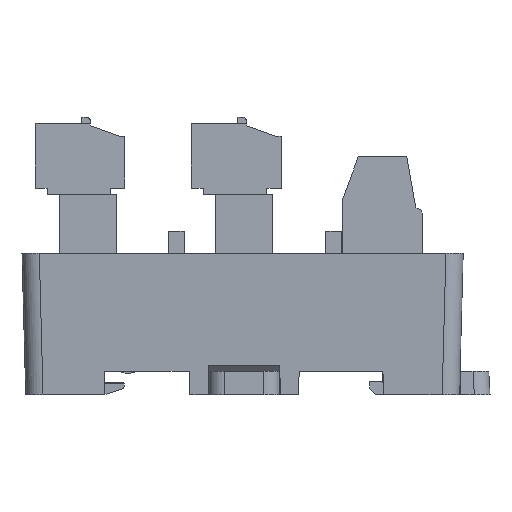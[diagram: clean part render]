
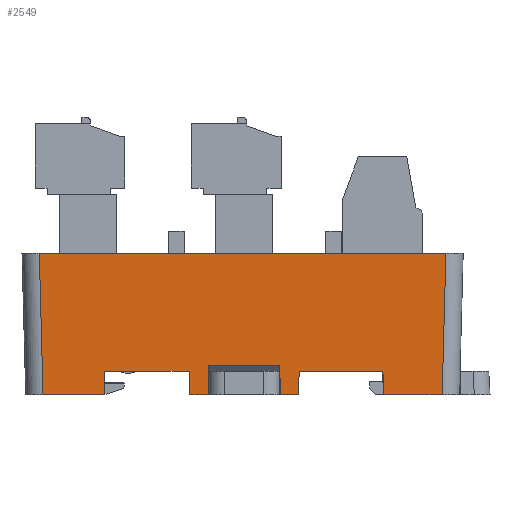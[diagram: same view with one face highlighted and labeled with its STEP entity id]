
A CAD part, left-side view. The second image highlights one B-rep face of the part: STEP entity #2549.
In plain terms, the highlighted planar face has unit normal (-1, 0, -0.026).
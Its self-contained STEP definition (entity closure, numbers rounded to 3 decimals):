
#1449=FACE_OUTER_BOUND('',#5285,.T.);
#2549=ADVANCED_FACE('',(#1449),#3697,.T.);
#3697=PLANE('',#22266);
#5285=EDGE_LOOP('',(#7216,#7217,#7218,#7219,#7220,#7221,#7222,#7223,#7224,
#7225,#7226,#7227,#7228,#7229,#7230,#7231));
#7216=ORIENTED_EDGE('',*,*,#14782,.T.);
#7217=ORIENTED_EDGE('',*,*,#14840,.T.);
#7218=ORIENTED_EDGE('',*,*,#14809,.T.);
#7219=ORIENTED_EDGE('',*,*,#14833,.F.);
#7220=ORIENTED_EDGE('',*,*,#14586,.T.);
#7221=ORIENTED_EDGE('',*,*,#14841,.F.);
#7222=ORIENTED_EDGE('',*,*,#14842,.F.);
#7223=ORIENTED_EDGE('',*,*,#14843,.T.);
#7224=ORIENTED_EDGE('',*,*,#14844,.F.);
#7225=ORIENTED_EDGE('',*,*,#14845,.T.);
#7226=ORIENTED_EDGE('',*,*,#14846,.F.);
#7227=ORIENTED_EDGE('',*,*,#14847,.T.);
#7228=ORIENTED_EDGE('',*,*,#14572,.T.);
#7229=ORIENTED_EDGE('',*,*,#14772,.T.);
#7230=ORIENTED_EDGE('',*,*,#14764,.T.);
#7231=ORIENTED_EDGE('',*,*,#14848,.T.);
#12650=VERTEX_POINT('',#29726);
#12651=VERTEX_POINT('',#29728);
#12664=VERTEX_POINT('',#29754);
#12665=VERTEX_POINT('',#29756);
#12807=VERTEX_POINT('',#30111);
#12808=VERTEX_POINT('',#30113);
#12818=VERTEX_POINT('',#30147);
#12819=VERTEX_POINT('',#30149);
#12837=VERTEX_POINT('',#30196);
#12838=VERTEX_POINT('',#30198);
#12852=VERTEX_POINT('',#30261);
#12853=VERTEX_POINT('',#30263);
#12854=VERTEX_POINT('',#30265);
#12855=VERTEX_POINT('',#30267);
#12856=VERTEX_POINT('',#30269);
#12857=VERTEX_POINT('',#30271);
#14572=EDGE_CURVE('',#12651,#12650,#17433,.T.);
#14586=EDGE_CURVE('',#12665,#12664,#17445,.T.);
#14764=EDGE_CURVE('',#12808,#12807,#17616,.T.);
#14772=EDGE_CURVE('',#12650,#12808,#17624,.T.);
#14782=EDGE_CURVE('',#12819,#12818,#17632,.T.);
#14809=EDGE_CURVE('',#12838,#12837,#17655,.T.);
#14833=EDGE_CURVE('',#12665,#12837,#17676,.T.);
#14840=EDGE_CURVE('',#12818,#12838,#17683,.T.);
#14841=EDGE_CURVE('',#12852,#12664,#17684,.T.);
#14842=EDGE_CURVE('',#12853,#12852,#17685,.T.);
#14843=EDGE_CURVE('',#12853,#12854,#17686,.T.);
#14844=EDGE_CURVE('',#12855,#12854,#17687,.T.);
#14845=EDGE_CURVE('',#12855,#12856,#17688,.T.);
#14846=EDGE_CURVE('',#12857,#12856,#17689,.T.);
#14847=EDGE_CURVE('',#12857,#12651,#17690,.T.);
#14848=EDGE_CURVE('',#12807,#12819,#17691,.T.);
#17433=LINE('',#29727,#19857);
#17445=LINE('',#29755,#19869);
#17616=LINE('',#30112,#20040);
#17624=LINE('',#30127,#20048);
#17632=LINE('',#30148,#20056);
#17655=LINE('',#30197,#20079);
#17676=LINE('',#30248,#20100);
#17683=LINE('',#30259,#20107);
#17684=LINE('',#30260,#20108);
#17685=LINE('',#30262,#20109);
#17686=LINE('',#30264,#20110);
#17687=LINE('',#30266,#20111);
#17688=LINE('',#30268,#20112);
#17689=LINE('',#30270,#20113);
#17690=LINE('',#30272,#20114);
#17691=LINE('',#30273,#20115);
#19857=VECTOR('',#23832,1.);
#19869=VECTOR('',#23848,1.);
#20040=VECTOR('',#24105,1.);
#20048=VECTOR('',#24117,1.);
#20056=VECTOR('',#24139,1.);
#20079=VECTOR('',#24176,1.);
#20100=VECTOR('',#24229,1.);
#20107=VECTOR('',#24244,1.);
#20108=VECTOR('',#24245,1.);
#20109=VECTOR('',#24246,1.);
#20110=VECTOR('',#24247,1.);
#20111=VECTOR('',#24248,1.);
#20112=VECTOR('',#24249,1.);
#20113=VECTOR('',#24250,1.);
#20114=VECTOR('',#24251,1.);
#20115=VECTOR('',#24252,1.);
#22266=AXIS2_PLACEMENT_3D('',#30274,#24253,#24254);
#23832=DIRECTION('',(0.,-1.,0.));
#23848=DIRECTION('',(0.,-1.,0.));
#24105=DIRECTION('',(0.,-1.,0.));
#24117=DIRECTION('',(0.026,-0.017,-1.));
#24139=DIRECTION('',(0.,1.,0.));
#24176=DIRECTION('',(0.,-1.,0.));
#24229=DIRECTION('',(0.026,0.017,-1.));
#24244=DIRECTION('',(0.026,-0.026,-0.999));
#24245=DIRECTION('',(-0.026,0.035,0.999));
#24246=DIRECTION('',(0.,1.,0.));
#24247=DIRECTION('',(-0.026,-0.009,1.));
#24248=DIRECTION('',(0.,1.,0.));
#24249=DIRECTION('',(0.026,-0.009,-1.));
#24250=DIRECTION('',(0.,1.,0.));
#24251=DIRECTION('',(-0.026,-0.035,0.999));
#24252=DIRECTION('',(-0.026,-0.026,0.999));
#24253=DIRECTION('',(-1.,0.,-0.026));
#24254=DIRECTION('',(0.026,0.,-1.));
#29726=CARTESIAN_POINT('',(-28.557,10.2,-15.));
#29727=CARTESIAN_POINT('',(-28.557,27.85,-15.));
#29728=CARTESIAN_POINT('',(-28.557,20.85,-15.));
#29754=CARTESIAN_POINT('',(-28.557,34.85,-15.));
#29755=CARTESIAN_POINT('',(-28.557,27.85,-15.));
#29756=CARTESIAN_POINT('',(-28.557,45.6,-15.));
#30111=CARTESIAN_POINT('',(-28.479,2.671,-18.));
#30112=CARTESIAN_POINT('',(-28.479,27.85,-18.));
#30113=CARTESIAN_POINT('',(-28.479,10.148,-18.));
#30127=CARTESIAN_POINT('',(-28.958,10.467,0.309));
#30147=CARTESIAN_POINT('',(-28.95,53.901,0.));
#30148=CARTESIAN_POINT('',(-28.95,28.35,0.));
#30149=CARTESIAN_POINT('',(-28.95,2.199,0.));
#30196=CARTESIAN_POINT('',(-28.479,45.652,-18.));
#30197=CARTESIAN_POINT('',(-28.479,28.35,-18.));
#30198=CARTESIAN_POINT('',(-28.479,53.429,-18.));
#30248=CARTESIAN_POINT('',(-28.526,45.621,-16.204));
#30259=CARTESIAN_POINT('',(-28.933,53.884,-0.66));
#30260=CARTESIAN_POINT('',(-28.526,34.808,-16.202));
#30261=CARTESIAN_POINT('',(-28.479,34.745,-18.));
#30262=CARTESIAN_POINT('',(-28.479,27.85,-18.));
#30263=CARTESIAN_POINT('',(-28.479,32.426,-18.));
#30264=CARTESIAN_POINT('',(-28.526,32.411,-16.204));
#30265=CARTESIAN_POINT('',(-28.576,32.394,-14.274));
#30266=CARTESIAN_POINT('',(-28.576,237.295,-14.274));
#30267=CARTESIAN_POINT('',(-28.576,23.306,-14.274));
#30268=CARTESIAN_POINT('',(-28.526,23.29,-16.204));
#30269=CARTESIAN_POINT('',(-28.479,23.274,-18.));
#30270=CARTESIAN_POINT('',(-28.479,27.85,-18.));
#30271=CARTESIAN_POINT('',(-28.479,20.955,-18.));
#30272=CARTESIAN_POINT('',(-28.943,20.336,-0.282));
#30273=CARTESIAN_POINT('',(-28.933,2.217,-0.66));
#30274=CARTESIAN_POINT('',(-28.95,28.35,-0.003));
